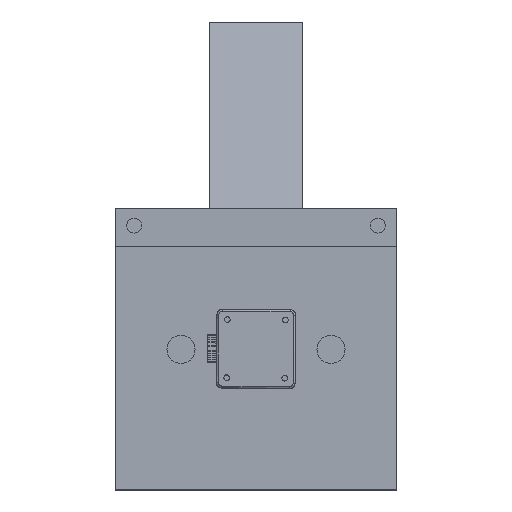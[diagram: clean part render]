
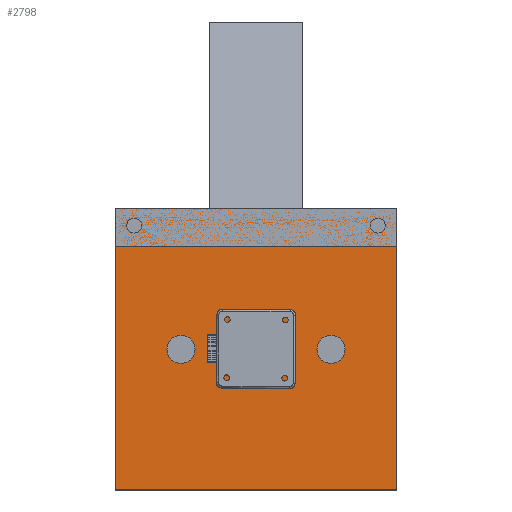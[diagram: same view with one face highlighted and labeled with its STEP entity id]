
A CAD part, top view. The second image highlights one B-rep face of the part: STEP entity #2798.
In plain terms, the highlighted planar face has unit normal (0, 0, 1).
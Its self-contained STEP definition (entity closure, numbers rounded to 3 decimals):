
#57=FACE_BOUND('',#426,.T.);
#58=FACE_BOUND('',#427,.T.);
#59=FACE_BOUND('',#428,.T.);
#60=FACE_BOUND('',#429,.T.);
#61=FACE_BOUND('',#430,.T.);
#122=PLANE('',#3027);
#249=FACE_OUTER_BOUND('',#425,.T.);
#425=EDGE_LOOP('',(#2086,#2087,#2088,#2089));
#426=EDGE_LOOP('',(#2090,#2091));
#427=EDGE_LOOP('',(#2092,#2093));
#428=EDGE_LOOP('',(#2094));
#429=EDGE_LOOP('',(#2095));
#430=EDGE_LOOP('',(#2096));
#644=LINE('',#4254,#921);
#647=LINE('',#4260,#924);
#650=LINE('',#4266,#927);
#653=LINE('',#4270,#930);
#921=VECTOR('',#3417,10.);
#924=VECTOR('',#3422,10.);
#927=VECTOR('',#3427,10.);
#930=VECTOR('',#3432,10.);
#1181=CIRCLE('',#3005,4.);
#1182=CIRCLE('',#3006,4.);
#1185=CIRCLE('',#3010,4.);
#1186=CIRCLE('',#3011,4.);
#1190=CIRCLE('',#3016,7.5);
#1192=CIRCLE('',#3019,6.);
#1194=CIRCLE('',#3022,7.5);
#1317=VERTEX_POINT('',#4210);
#1318=VERTEX_POINT('',#4211);
#1321=VERTEX_POINT('',#4220);
#1322=VERTEX_POINT('',#4221);
#1326=VERTEX_POINT('',#4232);
#1328=VERTEX_POINT('',#4238);
#1330=VERTEX_POINT('',#4244);
#1333=VERTEX_POINT('',#4251);
#1334=VERTEX_POINT('',#4253);
#1336=VERTEX_POINT('',#4259);
#1338=VERTEX_POINT('',#4265);
#1593=EDGE_CURVE('',#1317,#1318,#1181,.T.);
#1594=EDGE_CURVE('',#1318,#1317,#1182,.T.);
#1598=EDGE_CURVE('',#1321,#1322,#1185,.T.);
#1599=EDGE_CURVE('',#1322,#1321,#1186,.T.);
#1605=EDGE_CURVE('',#1326,#1326,#1190,.T.);
#1608=EDGE_CURVE('',#1328,#1328,#1192,.T.);
#1611=EDGE_CURVE('',#1330,#1330,#1194,.T.);
#1614=EDGE_CURVE('',#1334,#1333,#644,.T.);
#1617=EDGE_CURVE('',#1336,#1334,#647,.T.);
#1620=EDGE_CURVE('',#1338,#1336,#650,.T.);
#1623=EDGE_CURVE('',#1333,#1338,#653,.T.);
#2086=ORIENTED_EDGE('',*,*,#1623,.T.);
#2087=ORIENTED_EDGE('',*,*,#1620,.T.);
#2088=ORIENTED_EDGE('',*,*,#1617,.T.);
#2089=ORIENTED_EDGE('',*,*,#1614,.T.);
#2090=ORIENTED_EDGE('',*,*,#1593,.T.);
#2091=ORIENTED_EDGE('',*,*,#1594,.T.);
#2092=ORIENTED_EDGE('',*,*,#1598,.T.);
#2093=ORIENTED_EDGE('',*,*,#1599,.T.);
#2094=ORIENTED_EDGE('',*,*,#1611,.T.);
#2095=ORIENTED_EDGE('',*,*,#1608,.T.);
#2096=ORIENTED_EDGE('',*,*,#1605,.T.);
#2798=ADVANCED_FACE('',(#249,#57,#58,#59,#60,#61),#122,.T.);
#3005=AXIS2_PLACEMENT_3D('',#4212,#3372,#3373);
#3006=AXIS2_PLACEMENT_3D('',#4213,#3374,#3375);
#3010=AXIS2_PLACEMENT_3D('',#4222,#3383,#3384);
#3011=AXIS2_PLACEMENT_3D('',#4223,#3385,#3386);
#3016=AXIS2_PLACEMENT_3D('',#4234,#3397,#3398);
#3019=AXIS2_PLACEMENT_3D('',#4240,#3404,#3405);
#3022=AXIS2_PLACEMENT_3D('',#4246,#3411,#3412);
#3027=AXIS2_PLACEMENT_3D('',#4271,#3433,#3434);
#3372=DIRECTION('center_axis',(0.,0.,-1.));
#3373=DIRECTION('ref_axis',(1.,0.,0.));
#3374=DIRECTION('center_axis',(0.,0.,-1.));
#3375=DIRECTION('ref_axis',(1.,0.,0.));
#3383=DIRECTION('center_axis',(0.,0.,-1.));
#3384=DIRECTION('ref_axis',(1.,0.,0.));
#3385=DIRECTION('center_axis',(0.,0.,-1.));
#3386=DIRECTION('ref_axis',(1.,0.,0.));
#3397=DIRECTION('center_axis',(0.,0.,-1.));
#3398=DIRECTION('ref_axis',(-1.,0.,0.));
#3404=DIRECTION('center_axis',(0.,0.,-1.));
#3405=DIRECTION('ref_axis',(-1.,0.,0.));
#3411=DIRECTION('center_axis',(0.,0.,-1.));
#3412=DIRECTION('ref_axis',(-1.,0.,0.));
#3417=DIRECTION('',(1.,0.,0.));
#3422=DIRECTION('',(0.,-1.,0.));
#3427=DIRECTION('',(-1.,0.,0.));
#3432=DIRECTION('',(0.,1.,0.));
#3433=DIRECTION('center_axis',(0.,0.,1.));
#3434=DIRECTION('ref_axis',(1.,0.,0.));
#4210=CARTESIAN_POINT('',(218.879,293.545,130.));
#4211=CARTESIAN_POINT('',(210.879,293.545,130.));
#4212=CARTESIAN_POINT('Origin',(214.879,293.545,130.));
#4213=CARTESIAN_POINT('Origin',(214.879,293.545,130.));
#4220=CARTESIAN_POINT('',(88.879,293.545,130.));
#4221=CARTESIAN_POINT('',(80.879,293.545,130.));
#4222=CARTESIAN_POINT('Origin',(84.879,293.545,130.));
#4223=CARTESIAN_POINT('Origin',(84.879,293.545,130.));
#4232=CARTESIAN_POINT('',(197.379,227.515,130.));
#4234=CARTESIAN_POINT('Origin',(189.879,227.515,130.));
#4238=CARTESIAN_POINT('',(155.879,227.515,130.));
#4240=CARTESIAN_POINT('Origin',(149.879,227.515,130.));
#4244=CARTESIAN_POINT('',(117.379,227.515,130.));
#4246=CARTESIAN_POINT('Origin',(109.879,227.515,130.));
#4251=CARTESIAN_POINT('',(224.879,152.515,130.));
#4253=CARTESIAN_POINT('',(74.879,152.515,130.));
#4254=CARTESIAN_POINT('',(74.879,152.515,130.));
#4259=CARTESIAN_POINT('',(74.879,302.515,130.));
#4260=CARTESIAN_POINT('',(74.879,302.515,130.));
#4265=CARTESIAN_POINT('',(224.879,302.515,130.));
#4266=CARTESIAN_POINT('',(224.879,302.515,130.));
#4270=CARTESIAN_POINT('',(224.879,152.515,130.));
#4271=CARTESIAN_POINT('Origin',(149.879,227.515,130.));
